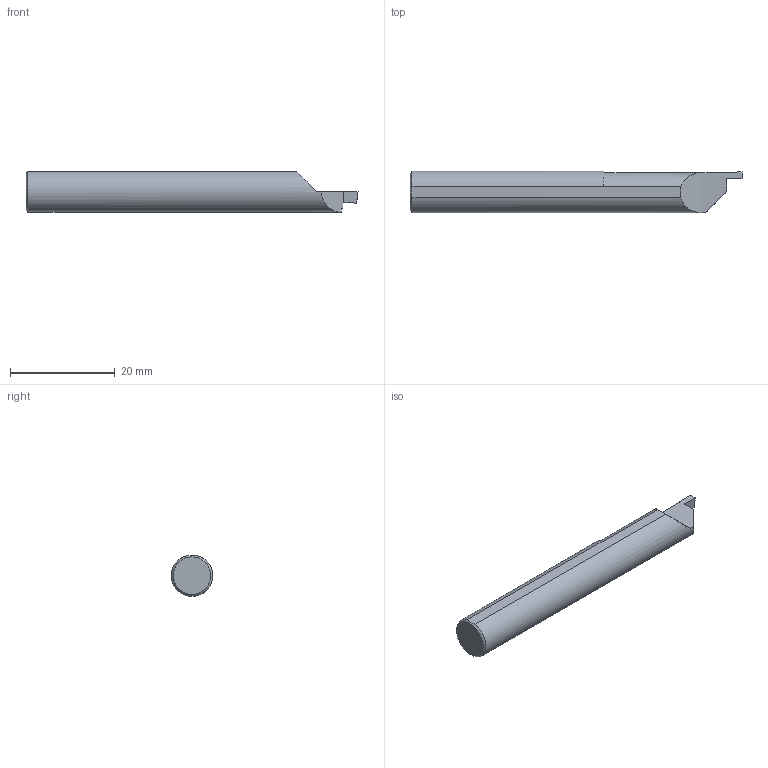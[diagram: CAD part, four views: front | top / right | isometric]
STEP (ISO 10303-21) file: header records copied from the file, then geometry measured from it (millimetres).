
FILE_DESCRIPTION (( 'STEP AP203' ), '1' );
FILE_NAME ('220079-FG312-050.STEP', '2024-06-10T23:05:04', ( '' ), ( '' ), 'SwSTEP 2.0', 'SolidWorks 2022', '' );
FILE_SCHEMA (( 'CONFIG_CONTROL_DESIGN' ));
Length unit declared in the file: inch
Products named in the file (1): 220079-FG312-050
Bounding box: 63.5 x 7.93 x 7.78 mm (x, y, z)
Volume: 2754.9 mm3; surface area: 1541.8 mm2
Topology: 1 solids, 1 shells, 22 faces, 60 edges, 40 vertices
Faces by surface type: plane 13, cylinder 5, cone 2, torus 2
Entity records: 815 total; most frequent: CARTESIAN_POINT 217, ORIENTED_EDGE 120, DIRECTION 98, EDGE_CURVE 60, VERTEX_POINT 40, AXIS2_PLACEMENT_3D 37, VECTOR 24, LINE 24
